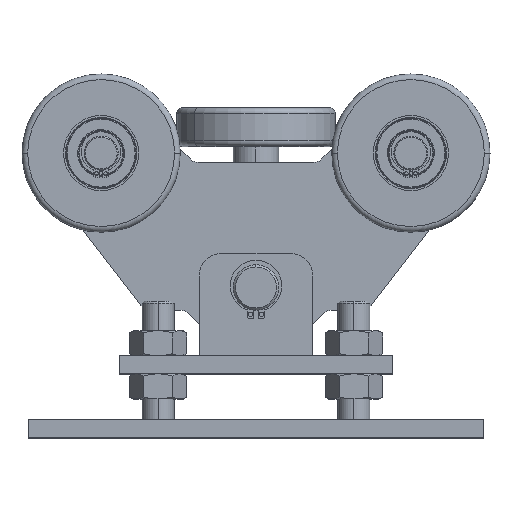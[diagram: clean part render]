
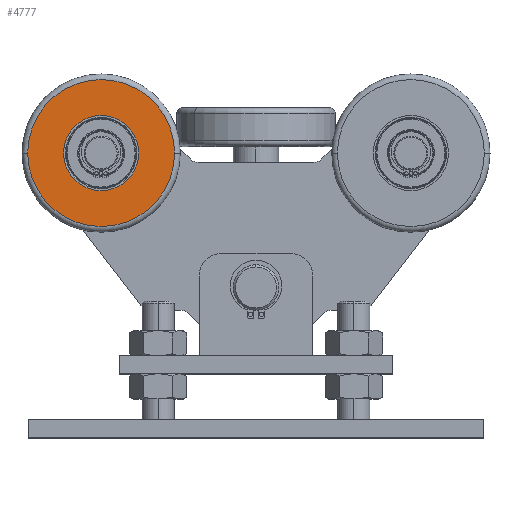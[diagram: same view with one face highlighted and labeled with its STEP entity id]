
A CAD part, top view. The second image highlights one B-rep face of the part: STEP entity #4777.
In plain terms, the highlighted face is planar.
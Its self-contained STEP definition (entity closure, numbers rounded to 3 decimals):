
#70 = DIRECTION ( 'NONE',  ( -1., 0., 0. ) ) ;
#188 = FACE_BOUND ( 'NONE', #9680, .T. ) ;
#341 = EDGE_CURVE ( 'NONE', #8081, #8421, #12865, .T. ) ;
#689 = EDGE_LOOP ( 'NONE', ( #3847, #7852 ) ) ;
#882 = CIRCLE ( 'NONE', #10021, 32.25 ) ;
#1081 = CIRCLE ( 'NONE', #3947, 16.5 ) ;
#2097 = CARTESIAN_POINT ( 'NONE',  ( -3., 0., -16.5 ) ) ;
#2790 = DIRECTION ( 'NONE',  ( 0., 0., 1. ) ) ;
#2835 = DIRECTION ( 'NONE',  ( 0., 0., 1. ) ) ;
#2925 = VERTEX_POINT ( 'NONE', #12062 ) ;
#3065 = CARTESIAN_POINT ( 'NONE',  ( -3., 0., 0. ) ) ;
#3847 = ORIENTED_EDGE ( 'NONE', *, *, #14934, .T. ) ;
#3947 = AXIS2_PLACEMENT_3D ( 'NONE', #6637, #14122, #2790 ) ;
#4006 = PLANE ( 'NONE',  #14344 ) ;
#4452 = AXIS2_PLACEMENT_3D ( 'NONE', #6438, #70, #2835 ) ;
#4777 = ADVANCED_FACE ( 'NONE', ( #188, #5145 ), #4006, .F. ) ;
#4901 = CIRCLE ( 'NONE', #13832, 32.25 ) ;
#5145 = FACE_OUTER_BOUND ( 'NONE', #689, .T. ) ;
#5203 = VERTEX_POINT ( 'NONE', #12872 ) ;
#6049 = CARTESIAN_POINT ( 'NONE',  ( -3., 0., 16.5 ) ) ;
#6438 = CARTESIAN_POINT ( 'NONE',  ( -3., 0., 0. ) ) ;
#6553 = DIRECTION ( 'NONE',  ( 0., 0., -1. ) ) ;
#6637 = CARTESIAN_POINT ( 'NONE',  ( -3., 0., 0. ) ) ;
#7852 = ORIENTED_EDGE ( 'NONE', *, *, #9438, .T. ) ;
#8081 = VERTEX_POINT ( 'NONE', #2097 ) ;
#8421 = VERTEX_POINT ( 'NONE', #6049 ) ;
#9361 = ORIENTED_EDGE ( 'NONE', *, *, #13779, .F. ) ;
#9438 = EDGE_CURVE ( 'NONE', #5203, #2925, #4901, .T. ) ;
#9680 = EDGE_LOOP ( 'NONE', ( #9361, #10829 ) ) ;
#10021 = AXIS2_PLACEMENT_3D ( 'NONE', #15291, #10033, #15051 ) ;
#10033 = DIRECTION ( 'NONE',  ( -1., 0., 0. ) ) ;
#10829 = ORIENTED_EDGE ( 'NONE', *, *, #341, .F. ) ;
#12062 = CARTESIAN_POINT ( 'NONE',  ( -3., 0., 32.25 ) ) ;
#12865 = CIRCLE ( 'NONE', #4452, 16.5 ) ;
#12872 = CARTESIAN_POINT ( 'NONE',  ( -3., 0., -32.25 ) ) ;
#13779 = EDGE_CURVE ( 'NONE', #8421, #8081, #1081, .T. ) ;
#13832 = AXIS2_PLACEMENT_3D ( 'NONE', #3065, #15359, #15679 ) ;
#13953 = DIRECTION ( 'NONE',  ( 1., 0., 0. ) ) ;
#14122 = DIRECTION ( 'NONE',  ( -1., 0., 0. ) ) ;
#14344 = AXIS2_PLACEMENT_3D ( 'NONE', #15182, #13953, #6553 ) ;
#14934 = EDGE_CURVE ( 'NONE', #2925, #5203, #882, .T. ) ;
#15051 = DIRECTION ( 'NONE',  ( 0., 0., 1. ) ) ;
#15182 = CARTESIAN_POINT ( 'NONE',  ( -3., 32.25, 0. ) ) ;
#15291 = CARTESIAN_POINT ( 'NONE',  ( -3., 0., 0. ) ) ;
#15359 = DIRECTION ( 'NONE',  ( -1., 0., 0. ) ) ;
#15679 = DIRECTION ( 'NONE',  ( 0., 0., 1. ) ) ;
